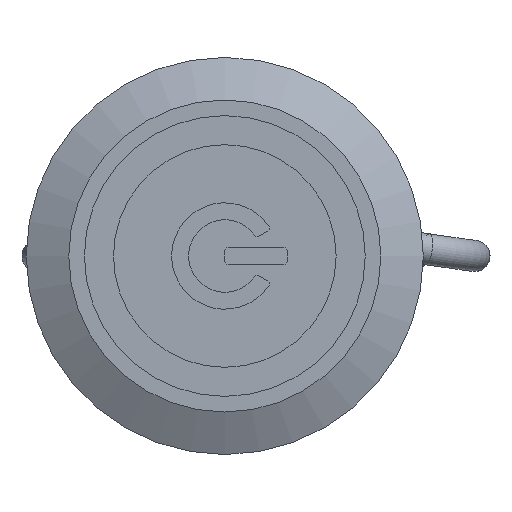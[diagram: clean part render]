
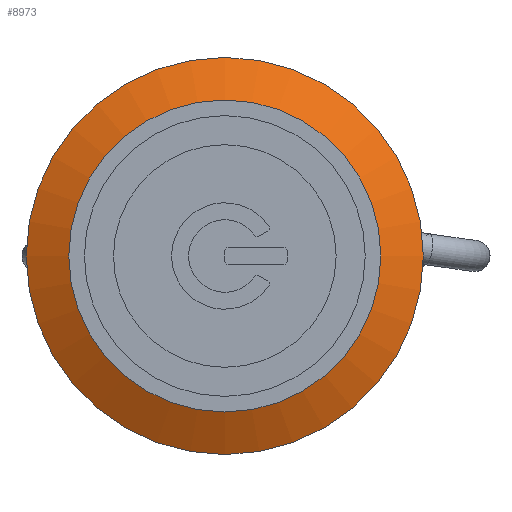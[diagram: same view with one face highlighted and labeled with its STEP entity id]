
A CAD part, front view. The second image highlights one B-rep face of the part: STEP entity #8973.
In plain terms, the highlighted conical face has half-angle 63.435 degrees and reference radius 12.5 mm.
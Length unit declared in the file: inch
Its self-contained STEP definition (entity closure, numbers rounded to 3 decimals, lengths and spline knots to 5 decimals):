
#25=CONICAL_SURFACE('',#9916,0.49213,1.107);
#761=FACE_OUTER_BOUND('',#1284,.T.);
#1284=EDGE_LOOP('',(#7687,#7688,#7689,#7690));
#2028=CIRCLE('',#9914,0.43307);
#2030=CIRCLE('',#9917,0.55118);
#2618=LINE('',#15653,#3326);
#3326=VECTOR('',#12138,0.49213);
#4226=VERTEX_POINT('',#15647);
#4228=VERTEX_POINT('',#15652);
#5443=EDGE_CURVE('',#4226,#4226,#2028,.T.);
#5445=EDGE_CURVE('',#4226,#4228,#2618,.T.);
#5446=EDGE_CURVE('',#4228,#4228,#2030,.T.);
#7687=ORIENTED_EDGE('',*,*,#5443,.F.);
#7688=ORIENTED_EDGE('',*,*,#5445,.T.);
#7689=ORIENTED_EDGE('',*,*,#5446,.T.);
#7690=ORIENTED_EDGE('',*,*,#5445,.F.);
#8973=ADVANCED_FACE('',(#761),#25,.T.);
#9914=AXIS2_PLACEMENT_3D('',#15648,#12132,#12133);
#9916=AXIS2_PLACEMENT_3D('',#15651,#12136,#12137);
#9917=AXIS2_PLACEMENT_3D('',#15654,#12139,#12140);
#12132=DIRECTION('center_axis',(0.,-1.,0.));
#12133=DIRECTION('ref_axis',(0.,0.,
1.));
#12136=DIRECTION('center_axis',(0.,1.,0.));
#12137=DIRECTION('ref_axis',(0.,0.,
1.));
#12138=DIRECTION('',(0.,0.447,-0.894));
#12139=DIRECTION('center_axis',(0.,-1.,0.));
#12140=DIRECTION('ref_axis',(0.,0.,
1.));
#15647=CARTESIAN_POINT('',(0.,-1.45276,-0.43307));
#15648=CARTESIAN_POINT('Origin',(0.,-1.45276,
0.));
#15651=CARTESIAN_POINT('Origin',(0.,-1.42323,
0.));
#15652=CARTESIAN_POINT('',(0.,-1.3937,-0.55118));
#15653=CARTESIAN_POINT('',(0.,-1.42323,-0.49213));
#15654=CARTESIAN_POINT('Origin',(0.,-1.3937,
0.));
